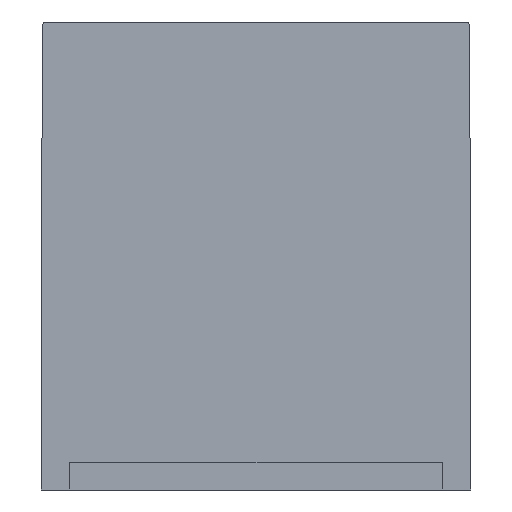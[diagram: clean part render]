
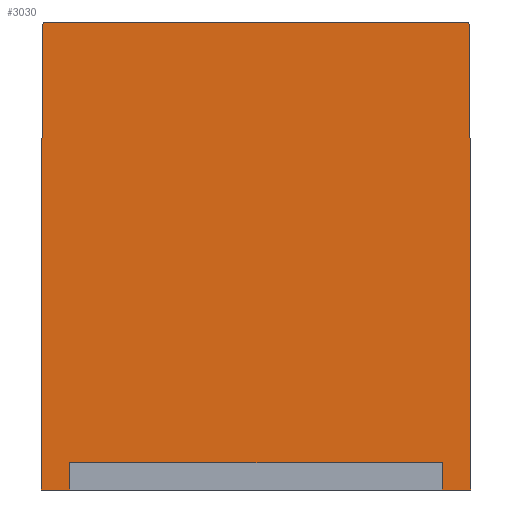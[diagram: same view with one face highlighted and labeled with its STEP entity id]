
A CAD part, left-side view. The second image highlights one B-rep face of the part: STEP entity #3030.
In plain terms, the highlighted planar face has unit normal (-1, 0, 0).
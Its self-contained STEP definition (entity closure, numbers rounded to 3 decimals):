
#1030=CARTESIAN_POINT('',(-135.482,-194.578,
1.372));
#1040=VERTEX_POINT('',#1030);
#1070=CARTESIAN_POINT('',(-135.482,-194.578,
21.922));
#1080=DIRECTION('',(0.,0.,-1.));
#1090=VECTOR('',#1080,1.);
#1100=LINE('',#1070,#1090);
#1110=CARTESIAN_POINT('',(-135.482,-194.578,
20.472));
#1120=VERTEX_POINT('',#1110);
#1130=EDGE_CURVE('',#1120,#1040,#1100,.T.);
#1480=CARTESIAN_POINT('',(-135.482,-195.978,
1.372));
#1490=VERTEX_POINT('',#1480);
#1540=CARTESIAN_POINT('',(-135.482,0.,
1.372));
#1550=DIRECTION('',(0.,-1.,0.));
#1560=VECTOR('',#1550,1.);
#1570=LINE('',#1540,#1560);
#1580=EDGE_CURVE('',#1040,#1490,#1570,.T.);
#1830=CARTESIAN_POINT('',(-135.482,0.,
20.472));
#1840=DIRECTION('',(0.,-1.,0.));
#1850=VECTOR('',#1840,1.);
#1860=LINE('',#1830,#1850);
#1870=CARTESIAN_POINT('',(-135.482,-195.978,
20.472));
#1880=VERTEX_POINT('',#1870);
#1890=EDGE_CURVE('',#1120,#1880,#1860,.T.);
#2390=CARTESIAN_POINT('',(-135.482,-183.978,11.));
#2400=DIRECTION('',(-1.,0.,0.));
#2410=DIRECTION('',(0.,-1.,0.));
#2420=AXIS2_PLACEMENT_3D('',#2390,#2400,#2410);
#2430=PLANE('',#2420);
#2440=CARTESIAN_POINT('',(-135.482,-195.978,
21.922));
#2450=DIRECTION('',(0.,0.,1.));
#2460=VECTOR('',#2450,1.);
#2470=LINE('',#2440,#2460);
#2480=CARTESIAN_POINT('',(-135.482,-195.978,
21.922));
#2490=VERTEX_POINT('',#2480);
#2500=EDGE_CURVE('',#1880,#2490,#2470,.T.);
#2510=ORIENTED_EDGE('',*,*,#2500,.T.);
#2520=ORIENTED_EDGE('',*,*,#1890,.T.);
#2530=ORIENTED_EDGE('',*,*,#1130,.F.);
#2540=ORIENTED_EDGE('',*,*,#1580,.F.);
#2550=CARTESIAN_POINT('',(-135.482,-195.978,
21.922));
#2560=DIRECTION('',(0.,0.,1.));
#2570=VECTOR('',#2560,1.);
#2580=LINE('',#2550,#2570);
#2590=CARTESIAN_POINT('',(-135.482,-195.978,
-0.078));
#2600=VERTEX_POINT('',#2590);
#2610=EDGE_CURVE('',#2600,#1490,#2580,.T.);
#2620=ORIENTED_EDGE('',*,*,#2610,.T.);
#2630=CARTESIAN_POINT('',(-135.482,-195.978,
-0.078));
#2640=DIRECTION('',(0.,1.,0.));
#2650=VECTOR('',#2640,1.);
#2660=LINE('',#2630,#2650);
#2670=CARTESIAN_POINT('',(-135.482,-180.886,
-0.078));
#2680=VERTEX_POINT('',#2670);
#2690=EDGE_CURVE('',#2600,#2680,#2660,.T.);
#2700=ORIENTED_EDGE('',*,*,#2690,.F.);
#2710=CARTESIAN_POINT('',(-135.482,-171.978,
0.));
#2720=DIRECTION('',(0.,-1.,-0.009));
#2730=VECTOR('',#2720,1.);
#2740=LINE('',#2710,#2730);
#2750=CARTESIAN_POINT('',(-135.482,-171.978,
0.));
#2760=VERTEX_POINT('',#2750);
#2770=EDGE_CURVE('',#2760,#2680,#2740,.T.);
#2780=ORIENTED_EDGE('',*,*,#2770,.T.);
#2790=CARTESIAN_POINT('',(-135.482,-171.978,
-28.919));
#2800=DIRECTION('',(0.,0.,-1.));
#2810=VECTOR('',#2800,1.);
#2820=LINE('',#2790,#2810);
#2830=CARTESIAN_POINT('',(-135.482,-171.978,
21.845));
#2840=VERTEX_POINT('',#2830);
#2850=EDGE_CURVE('',#2840,#2760,#2820,.T.);
#2860=ORIENTED_EDGE('',*,*,#2850,.T.);
#2870=CARTESIAN_POINT('',(-135.482,-171.978,
21.845));
#2880=DIRECTION('',(0.,1.,-0.009));
#2890=VECTOR('',#2880,1.);
#2900=LINE('',#2870,#2890);
#2910=CARTESIAN_POINT('',(-135.482,-180.886,
21.922));
#2920=VERTEX_POINT('',#2910);
#2930=EDGE_CURVE('',#2920,#2840,#2900,.T.);
#2940=ORIENTED_EDGE('',*,*,#2930,.T.);
#2950=CARTESIAN_POINT('',(-135.482,-193.978,
21.922));
#2960=DIRECTION('',(0.,1.,0.));
#2970=VECTOR('',#2960,1.);
#2980=LINE('',#2950,#2970);
#2990=EDGE_CURVE('',#2490,#2920,#2980,.T.);
#3000=ORIENTED_EDGE('',*,*,#2990,.T.);
#3010=EDGE_LOOP('',(#3000,#2940,#2860,#2780,#2700,#2620,#2540,#2530,
#2520,#2510));
#3020=FACE_OUTER_BOUND('',#3010,.T.);
#3030=ADVANCED_FACE('',(#3020),#2430,.T.);
